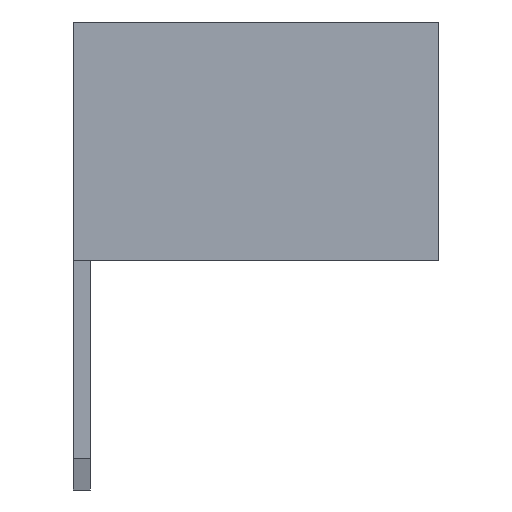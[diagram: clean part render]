
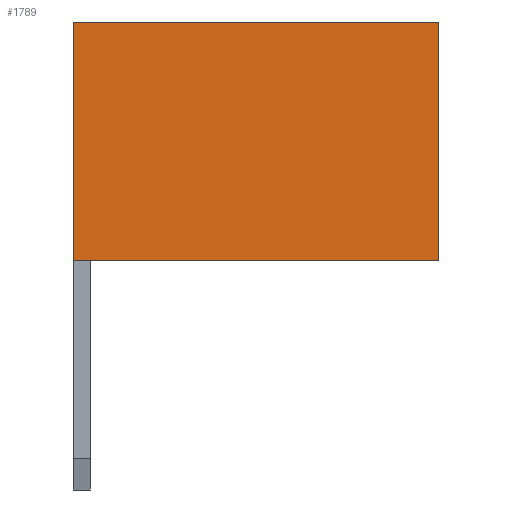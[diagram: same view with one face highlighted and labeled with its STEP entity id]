
A CAD part, left-side view. The second image highlights one B-rep face of the part: STEP entity #1789.
In plain terms, the highlighted planar face has unit normal (-1, 0, 0).
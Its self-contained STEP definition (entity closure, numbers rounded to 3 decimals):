
#1789=ADVANCED_FACE('',(#12577),#12579,.T.);
#12577=FACE_BOUND('',#12578,.T.);
#12578=EDGE_LOOP('',(#21207,#21208,#21209,#21210));
#12579=PLANE('',#12580);
#12580=AXIS2_PLACEMENT_3D('',#12581,#12582,#12583);
#12581=CARTESIAN_POINT('',(-1.,-4.2,0.));
#12582=DIRECTION('',(-1.,0.,0.));
#12583=DIRECTION('',(0.,0.,1.));
#21207=ORIENTED_EDGE('',*,*,#27161,.T.);
#21208=ORIENTED_EDGE('',*,*,#27480,.T.);
#21209=ORIENTED_EDGE('',*,*,#27002,.F.);
#21210=ORIENTED_EDGE('',*,*,#27479,.F.);
#27002=EDGE_CURVE('',#30650,#30652,#30653,.T.);
#27161=EDGE_CURVE('',#30876,#30877,#30878,.T.);
#27479=EDGE_CURVE('',#30876,#30650,#31405,.T.);
#27480=EDGE_CURVE('',#30877,#30652,#31406,.T.);
#30650=VERTEX_POINT('',#36760);
#30652=VERTEX_POINT('',#36764);
#30653=LINE('',#36765,#36766);
#30876=VERTEX_POINT('',#37306);
#30877=VERTEX_POINT('',#37307);
#30878=LINE('',#37308,#37309);
#31405=LINE('',#38471,#38472);
#31406=LINE('',#38474,#38475);
#36760=CARTESIAN_POINT('',(-1.,0.1,0.));
#36764=CARTESIAN_POINT('',(-1.,0.1,2.8));
#36765=CARTESIAN_POINT('',(-1.,0.1,0.));
#36766=VECTOR('',#36767,1.);
#36767=DIRECTION('',(0.,0.,1.));
#37306=CARTESIAN_POINT('',(-1.,-4.2,0.));
#37307=CARTESIAN_POINT('',(-1.,-4.2,2.8));
#37308=CARTESIAN_POINT('',(-1.,-4.2,0.));
#37309=VECTOR('',#37310,1.);
#37310=DIRECTION('',(0.,0.,1.));
#38471=CARTESIAN_POINT('',(-1.,-4.2,0.));
#38472=VECTOR('',#38473,1.);
#38473=DIRECTION('',(0.,1.,0.));
#38474=CARTESIAN_POINT('',(-1.,-4.2,2.8));
#38475=VECTOR('',#38476,1.);
#38476=DIRECTION('',(0.,1.,0.));
